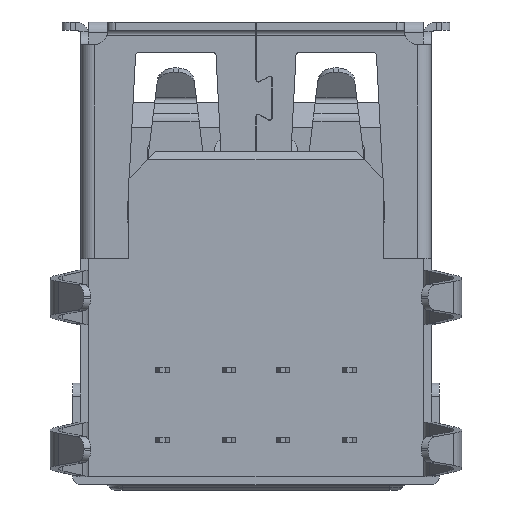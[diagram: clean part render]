
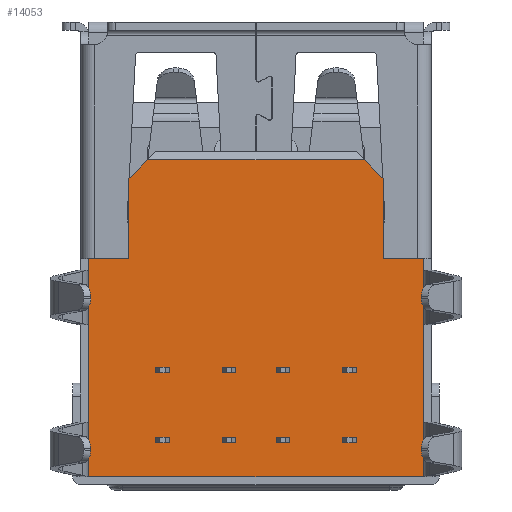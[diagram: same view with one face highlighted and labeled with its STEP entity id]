
A CAD part, front view. The second image highlights one B-rep face of the part: STEP entity #14053.
In plain terms, the highlighted planar face has unit normal (0, -1, 0).
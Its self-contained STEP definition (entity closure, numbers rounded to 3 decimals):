
#322 = LINE ( 'NONE', #5736, #10801 ) ;
#1366 = ORIENTED_EDGE ( 'NONE', *, *, #18143, .T. ) ;
#2907 = PLANE ( 'NONE',  #14003 ) ;
#2973 = EDGE_CURVE ( 'NONE', #25020, #9820, #11643, .T. ) ;
#3848 = DIRECTION ( 'NONE',  ( 0., 0., -1. ) ) ;
#4487 = EDGE_CURVE ( 'NONE', #23323, #15476, #28111, .T. ) ;
#4738 = VERTEX_POINT ( 'NONE', #14120 ) ;
#5388 = CARTESIAN_POINT ( 'NONE',  ( -6.25, 0., -0.1 ) ) ;
#5451 = CARTESIAN_POINT ( 'NONE',  ( -4.05, 0., 3.6 ) ) ;
#5736 = CARTESIAN_POINT ( 'NONE',  ( -3.75, 0., 3.9 ) ) ;
#7167 = VECTOR ( 'NONE', #29234, 1000. ) ;
#7568 = VECTOR ( 'NONE', #19373, 1000. ) ;
#7594 = CARTESIAN_POINT ( 'NONE',  ( 4.05, 0., 3.6 ) ) ;
#7706 = DIRECTION ( 'NONE',  ( 0., 0., -1. ) ) ;
#7971 = DIRECTION ( 'NONE',  ( -1., 0., 0. ) ) ;
#8558 = VECTOR ( 'NONE', #3848, 1000. ) ;
#8782 = EDGE_CURVE ( 'NONE', #21438, #23323, #17068, .T. ) ;
#8999 = CARTESIAN_POINT ( 'NONE',  ( 0., 0., 3.6 ) ) ;
#9089 = ORIENTED_EDGE ( 'NONE', *, *, #27347, .T. ) ;
#9664 = CARTESIAN_POINT ( 'NONE',  ( 6.25, 0., -0.1 ) ) ;
#9820 = VERTEX_POINT ( 'NONE', #10629 ) ;
#10629 = CARTESIAN_POINT ( 'NONE',  ( -6.25, 0., -8.25 ) ) ;
#10723 = ORIENTED_EDGE ( 'NONE', *, *, #19431, .T. ) ;
#10751 = DIRECTION ( 'NONE',  ( -0.707, 0., 0.707 ) ) ;
#10801 = VECTOR ( 'NONE', #29057, 1000. ) ;
#10924 = LINE ( 'NONE', #21658, #21385 ) ;
#11018 = VECTOR ( 'NONE', #7706, 1000. ) ;
#11176 = ORIENTED_EDGE ( 'NONE', *, *, #2973, .T. ) ;
#11243 = DIRECTION ( 'NONE',  ( -1., 0., 0. ) ) ;
#11643 = LINE ( 'NONE', #5388, #11018 ) ;
#12035 = VERTEX_POINT ( 'NONE', #5451 ) ;
#12766 = CARTESIAN_POINT ( 'NONE',  ( 4.75, 0., 2.9 ) ) ;
#13166 = ORIENTED_EDGE ( 'NONE', *, *, #20527, .T. ) ;
#13430 = CARTESIAN_POINT ( 'NONE',  ( 0., 0., -8.25 ) ) ;
#13995 = VECTOR ( 'NONE', #16735, 1000. ) ;
#14003 = AXIS2_PLACEMENT_3D ( 'NONE', #7594, #26085, #28989 ) ;
#14053 = ADVANCED_FACE ( 'NONE', ( #24649 ), #2907, .T. ) ;
#14120 = CARTESIAN_POINT ( 'NONE',  ( 6.25, 0., -8.25 ) ) ;
#14344 = VERTEX_POINT ( 'NONE', #30200 ) ;
#14532 = CARTESIAN_POINT ( 'NONE',  ( -4.75, 0., 3.9 ) ) ;
#15015 = EDGE_CURVE ( 'NONE', #15476, #4738, #17690, .T. ) ;
#15021 = VERTEX_POINT ( 'NONE', #15194 ) ;
#15194 = CARTESIAN_POINT ( 'NONE',  ( 4.05, 0., 3.6 ) ) ;
#15476 = VERTEX_POINT ( 'NONE', #22179 ) ;
#16735 = DIRECTION ( 'NONE',  ( -1., 0., 0. ) ) ;
#17068 = LINE ( 'NONE', #24524, #7167 ) ;
#17589 = VECTOR ( 'NONE', #21478, 1000. ) ;
#17690 = LINE ( 'NONE', #29204, #17589 ) ;
#18143 = EDGE_CURVE ( 'NONE', #21438, #15021, #30386, .T. ) ;
#18439 = CARTESIAN_POINT ( 'NONE',  ( 4.75, 0., -0.1 ) ) ;
#18757 = LINE ( 'NONE', #14532, #8558 ) ;
#19373 = DIRECTION ( 'NONE',  ( 1., 0., 0. ) ) ;
#19431 = EDGE_CURVE ( 'NONE', #15021, #12035, #24039, .T. ) ;
#19852 = CARTESIAN_POINT ( 'NONE',  ( 3.75, 0., 3.9 ) ) ;
#20527 = EDGE_CURVE ( 'NONE', #22954, #14344, #18757, .T. ) ;
#21385 = VECTOR ( 'NONE', #7971, 1000. ) ;
#21438 = VERTEX_POINT ( 'NONE', #12766 ) ;
#21478 = DIRECTION ( 'NONE',  ( 0., 0., -1. ) ) ;
#21658 = CARTESIAN_POINT ( 'NONE',  ( -6.25, 0., -0.1 ) ) ;
#21893 = EDGE_CURVE ( 'NONE', #4738, #9820, #24472, .T. ) ;
#22179 = CARTESIAN_POINT ( 'NONE',  ( 6.25, 0., -0.1 ) ) ;
#22954 = VERTEX_POINT ( 'NONE', #26173 ) ;
#23323 = VERTEX_POINT ( 'NONE', #18439 ) ;
#23435 = EDGE_LOOP ( 'NONE', ( #1366, #10723, #30479, #13166, #9089, #11176, #29333, #25689, #24855, #24745 ) ) ;
#23740 = EDGE_CURVE ( 'NONE', #22954, #12035, #322, .T. ) ;
#24039 = LINE ( 'NONE', #8999, #13995 ) ;
#24282 = VECTOR ( 'NONE', #11243, 1000. ) ;
#24472 = LINE ( 'NONE', #13430, #24282 ) ;
#24524 = CARTESIAN_POINT ( 'NONE',  ( 4.75, 0., 3.9 ) ) ;
#24649 = FACE_OUTER_BOUND ( 'NONE', #23435, .T. ) ;
#24745 = ORIENTED_EDGE ( 'NONE', *, *, #8782, .F. ) ;
#24855 = ORIENTED_EDGE ( 'NONE', *, *, #4487, .F. ) ;
#25020 = VERTEX_POINT ( 'NONE', #27375 ) ;
#25689 = ORIENTED_EDGE ( 'NONE', *, *, #15015, .F. ) ;
#26085 = DIRECTION ( 'NONE',  ( 0., -1., 0. ) ) ;
#26173 = CARTESIAN_POINT ( 'NONE',  ( -4.75, 0., 2.9 ) ) ;
#27347 = EDGE_CURVE ( 'NONE', #14344, #25020, #10924, .T. ) ;
#27375 = CARTESIAN_POINT ( 'NONE',  ( -6.25, 0., -0.1 ) ) ;
#28111 = LINE ( 'NONE', #9664, #7568 ) ;
#28989 = DIRECTION ( 'NONE',  ( 0., 0., -1. ) ) ;
#29057 = DIRECTION ( 'NONE',  ( 0.707, 0., 0.707 ) ) ;
#29204 = CARTESIAN_POINT ( 'NONE',  ( 6.25, 0., -0.1 ) ) ;
#29234 = DIRECTION ( 'NONE',  ( 0., 0., -1. ) ) ;
#29333 = ORIENTED_EDGE ( 'NONE', *, *, #21893, .F. ) ;
#30200 = CARTESIAN_POINT ( 'NONE',  ( -4.75, 0., -0.1 ) ) ;
#30386 = LINE ( 'NONE', #19852, #30474 ) ;
#30474 = VECTOR ( 'NONE', #10751, 1000. ) ;
#30479 = ORIENTED_EDGE ( 'NONE', *, *, #23740, .F. ) ;
